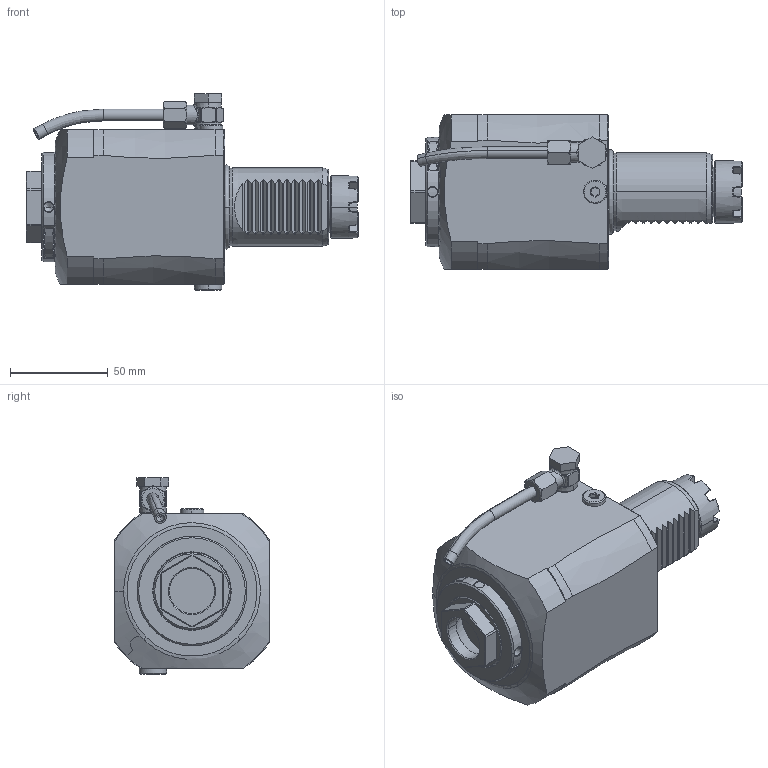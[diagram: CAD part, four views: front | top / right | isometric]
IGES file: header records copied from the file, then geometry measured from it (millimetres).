
Start section:  PTC IGES file: ngt1_40_145_32_3hd.igs
Global section: file name: ngt1_40_145_32_3hd.igs; native system: Pro/ENGINEER by Parametric Technology Corporation; preprocessor: 2010280; author: vali; organization: Unknown; date: 20220524.131157; units: millimetre
Bounding box: 169.5 x 79 x 100.4 mm (x, y, z)
Volume: 599829.4 mm3; surface area: 55313.1 mm2
Topology: 3 solids, 5 shells, 453 faces, 1172 edges, 738 vertices
Faces by surface type: bspline 239, revolution 214
